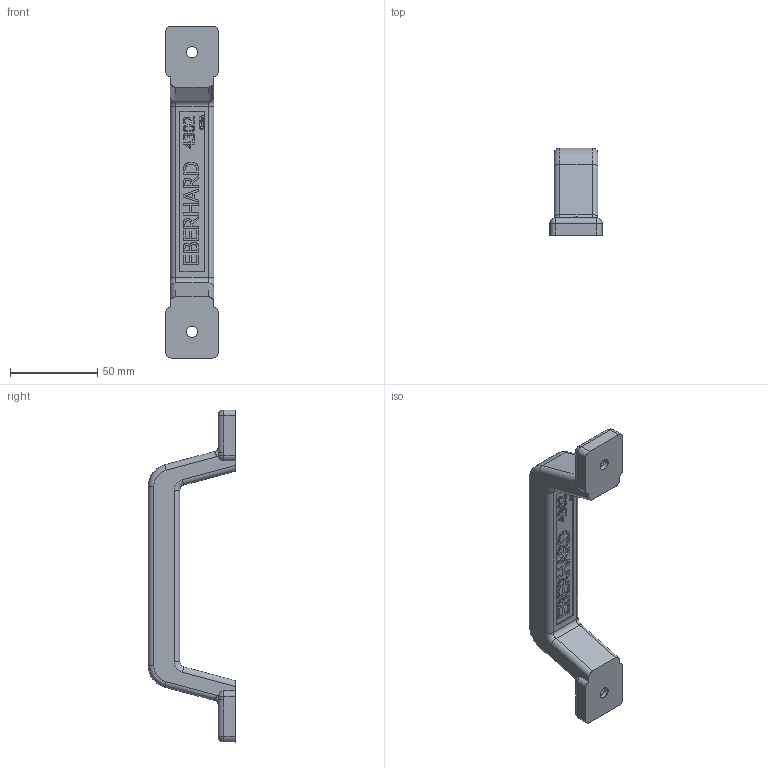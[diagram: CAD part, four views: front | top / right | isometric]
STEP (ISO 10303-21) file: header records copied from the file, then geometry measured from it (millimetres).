
FILE_DESCRIPTION((''),'2;1');
FILE_NAME('4302.stp','2013-11-21T10:53:40',('fredp'),(''),'Autodesk Inventor 2013','Autodesk Inventor 2013','');
FILE_SCHEMA(('AUTOMOTIVE_DESIGN { 1 0 10303 214 1 1 1 1 }'));
Length unit declared in the file: inch
Products named in the file (1): 4302
Bounding box: 30 x 49.99 x 189.99 mm (x, y, z)
Volume: 87744.6 mm3; surface area: 20271.8 mm2
Topology: 1 solids, 1 shells, 372 faces, 991 edges, 649 vertices
Faces by surface type: plane 215, bspline 102, cylinder 43, torus 12
Full cylindrical faces by diameter (mm): 6.502 x4, 15.875 x2
Entity records: 12904 total; most frequent: CARTESIAN_POINT 3907, ORIENTED_EDGE 1960, DIRECTION 1414, EDGE_CURVE 980, VECTOR 676, LINE 676, VERTEX_POINT 644, EDGE_LOOP 410
